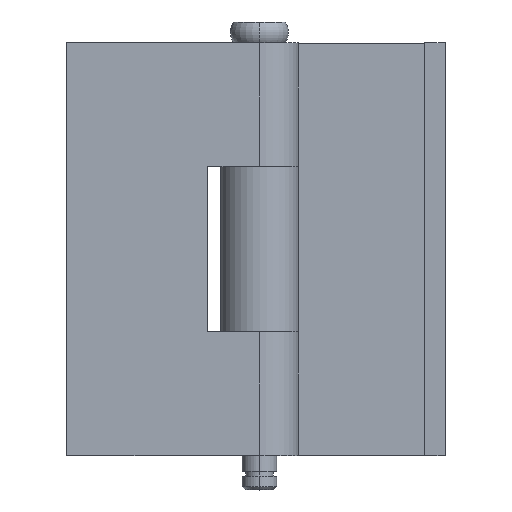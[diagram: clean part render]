
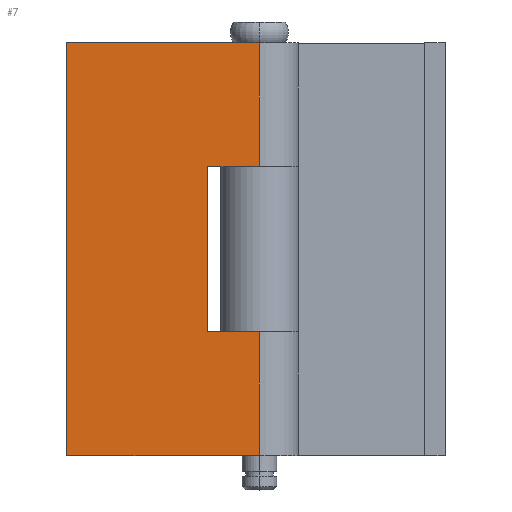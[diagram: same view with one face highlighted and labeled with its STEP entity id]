
A CAD part, top view. The second image highlights one B-rep face of the part: STEP entity #7.
In plain terms, the highlighted planar face has unit normal (0, 0, 1).
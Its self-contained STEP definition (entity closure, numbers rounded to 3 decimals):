
#1 = ORIENTED_EDGE ( 'NONE', *, *, #103, .T. ) ;
#2 = VERTEX_POINT ( 'NONE', #401 ) ;
#3 = EDGE_CURVE ( 'NONE', #92, #2, #400, .T. ) ;
#4 = EDGE_LOOP ( 'NONE', ( #5, #6, #1, #105, #108, #1942, #1930, #1932 ) ) ;
#5 = ORIENTED_EDGE ( 'NONE', *, *, #67, .F. ) ;
#6 = ORIENTED_EDGE ( 'NONE', *, *, #3, .T. ) ;
#7 = ADVANCED_FACE ( 'NONE', ( #396 ), #395, .F. ) ;
#67 = EDGE_CURVE ( 'NONE', #92, #68, #541, .T. ) ;
#68 = VERTEX_POINT ( 'NONE', #537 ) ;
#92 = VERTEX_POINT ( 'NONE', #552 ) ;
#103 = EDGE_CURVE ( 'NONE', #2, #104, #598, .T. ) ;
#104 = VERTEX_POINT ( 'NONE', #594 ) ;
#105 = ORIENTED_EDGE ( 'NONE', *, *, #106, .T. ) ;
#106 = EDGE_CURVE ( 'NONE', #104, #107, #593, .T. ) ;
#107 = VERTEX_POINT ( 'NONE', #589 ) ;
#108 = ORIENTED_EDGE ( 'NONE', *, *, #109, .F. ) ;
#109 = EDGE_CURVE ( 'NONE', #143, #107, #588, .T. ) ;
#111 = EDGE_CURVE ( 'NONE', #130, #68, #584, .T. ) ;
#119 = EDGE_CURVE ( 'NONE', #140, #130, #578, .T. ) ;
#130 = VERTEX_POINT ( 'NONE', #619 ) ;
#140 = VERTEX_POINT ( 'NONE', #667 ) ;
#142 = EDGE_CURVE ( 'NONE', #140, #143, #666, .T. ) ;
#143 = VERTEX_POINT ( 'NONE', #662 ) ;
#391 = DIRECTION ( 'NONE',  ( -1., 0., 0. ) ) ;
#392 = DIRECTION ( 'NONE',  ( 0., 0., -1. ) ) ;
#393 = CARTESIAN_POINT ( 'NONE',  ( -28., 30., 5.65 ) ) ;
#394 = AXIS2_PLACEMENT_3D ( 'NONE', #393, #392, #391 ) ;
#395 = PLANE ( 'NONE',  #394 ) ;
#396 = FACE_OUTER_BOUND ( 'NONE', #4, .T. ) ;
#397 = DIRECTION ( 'NONE',  ( -1., 0., 0. ) ) ;
#398 = VECTOR ( 'NONE', #397, 1000. ) ;
#399 = CARTESIAN_POINT ( 'NONE',  ( -28., -12., 5.65 ) ) ;
#400 = LINE ( 'NONE', #399, #398 ) ;
#401 = CARTESIAN_POINT ( 'NONE',  ( -7.5, -12., 5.65 ) ) ;
#537 = CARTESIAN_POINT ( 'NONE',  ( 0., -30., 5.65 ) ) ;
#538 = DIRECTION ( 'NONE',  ( 0., -1., 0. ) ) ;
#539 = VECTOR ( 'NONE', #538, 1000. ) ;
#540 = CARTESIAN_POINT ( 'NONE',  ( 0., 30., 5.65 ) ) ;
#541 = LINE ( 'NONE', #540, #539 ) ;
#552 = CARTESIAN_POINT ( 'NONE',  ( 0., -12., 5.65 ) ) ;
#578 = LINE ( 'NONE', #639, #638 ) ;
#581 = DIRECTION ( 'NONE',  ( 1., 0., 0. ) ) ;
#582 = VECTOR ( 'NONE', #581, 1000. ) ;
#583 = CARTESIAN_POINT ( 'NONE',  ( -28., -30., 5.65 ) ) ;
#584 = LINE ( 'NONE', #583, #582 ) ;
#585 = DIRECTION ( 'NONE',  ( 0., -1., 0. ) ) ;
#586 = VECTOR ( 'NONE', #585, 1000. ) ;
#587 = CARTESIAN_POINT ( 'NONE',  ( 0., 30., 5.65 ) ) ;
#588 = LINE ( 'NONE', #587, #586 ) ;
#589 = CARTESIAN_POINT ( 'NONE',  ( 0., 12., 5.65 ) ) ;
#590 = DIRECTION ( 'NONE',  ( 1., 0., 0. ) ) ;
#591 = VECTOR ( 'NONE', #590, 1000. ) ;
#592 = CARTESIAN_POINT ( 'NONE',  ( -28., 12., 5.65 ) ) ;
#593 = LINE ( 'NONE', #592, #591 ) ;
#594 = CARTESIAN_POINT ( 'NONE',  ( -7.5, 12., 5.65 ) ) ;
#595 = DIRECTION ( 'NONE',  ( 0., 1., 0. ) ) ;
#596 = VECTOR ( 'NONE', #595, 1000. ) ;
#597 = CARTESIAN_POINT ( 'NONE',  ( -7.5, 30., 5.65 ) ) ;
#598 = LINE ( 'NONE', #597, #596 ) ;
#619 = CARTESIAN_POINT ( 'NONE',  ( -28., -30., 5.65 ) ) ;
#637 = DIRECTION ( 'NONE',  ( 0., -1., 0. ) ) ;
#638 = VECTOR ( 'NONE', #637, 1000. ) ;
#639 = CARTESIAN_POINT ( 'NONE',  ( -28., 30., 5.65 ) ) ;
#662 = CARTESIAN_POINT ( 'NONE',  ( 0., 30., 5.65 ) ) ;
#663 = DIRECTION ( 'NONE',  ( 1., 0., 0. ) ) ;
#664 = VECTOR ( 'NONE', #663, 1000. ) ;
#665 = CARTESIAN_POINT ( 'NONE',  ( -28., 30., 5.65 ) ) ;
#666 = LINE ( 'NONE', #665, #664 ) ;
#667 = CARTESIAN_POINT ( 'NONE',  ( -28., 30., 5.65 ) ) ;
#1930 = ORIENTED_EDGE ( 'NONE', *, *, #119, .T. ) ;
#1932 = ORIENTED_EDGE ( 'NONE', *, *, #111, .T. ) ;
#1942 = ORIENTED_EDGE ( 'NONE', *, *, #142, .F. ) ;
